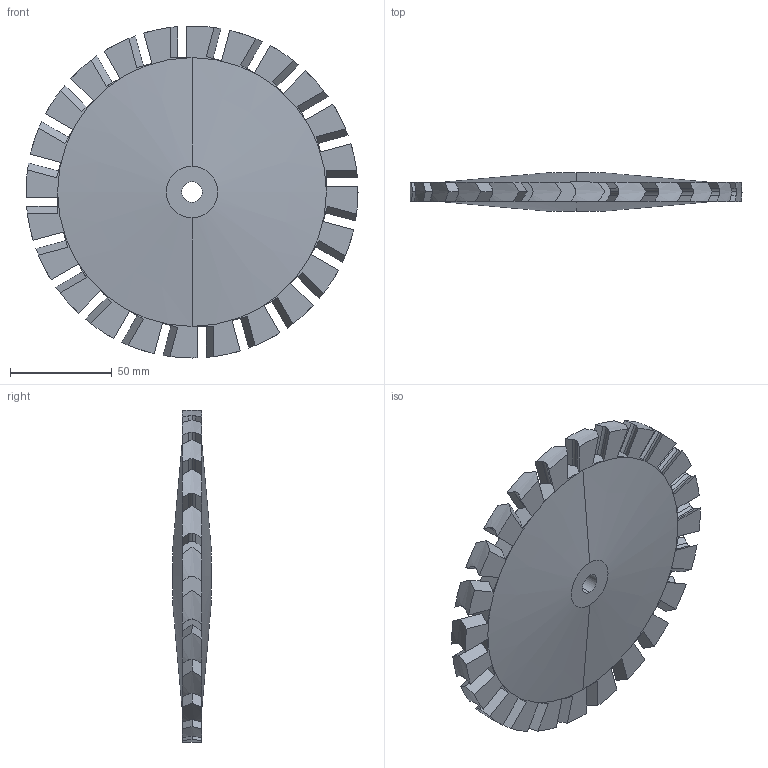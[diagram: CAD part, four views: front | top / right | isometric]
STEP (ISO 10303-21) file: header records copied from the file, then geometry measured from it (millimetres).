
FILE_DESCRIPTION (( 'STEP AP214' ), '1' );
FILE_NAME ('[TP] [Turb] Rotor2.STEP', '2024-04-01T05:22:56', ( '' ), ( '' ), 'SwSTEP 2.0', 'SolidWorks 2023', '' );
FILE_SCHEMA (( 'AUTOMOTIVE_DESIGN' ));
Length unit declared in the file: inch
Products named in the file (1): [TP] [Turb] Rotor2
Bounding box: 162.81 x 19.05 x 162.81 mm (x, y, z)
Volume: 223239.1 mm3; surface area: 49702.1 mm2
Topology: 1 solids, 1 shells, 204 faces, 598 edges, 398 vertices
Faces by surface type: plane 124, cylinder 76, cone 4
Entity records: 7055 total; most frequent: CARTESIAN_POINT 1873, ORIENTED_EDGE 1196, DIRECTION 974, EDGE_CURVE 598, VERTEX_POINT 398, LINE 344, VECTOR 344, AXIS2_PLACEMENT_3D 315
